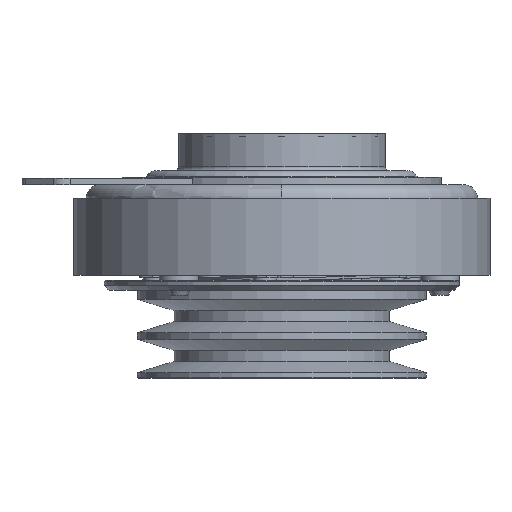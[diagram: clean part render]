
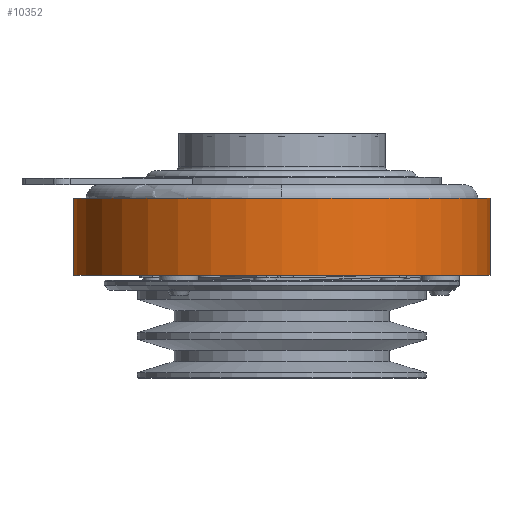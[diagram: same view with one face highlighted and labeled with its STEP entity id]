
A CAD part, front view. The second image highlights one B-rep face of the part: STEP entity #10352.
In plain terms, the highlighted cylindrical face has radius 85 mm (diameter 170 mm), a partial arc.
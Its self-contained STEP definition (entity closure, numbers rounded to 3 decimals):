
#227 = LINE ( 'NONE', #15342, #3510 ) ;
#602 = CARTESIAN_POINT ( 'NONE',  ( 0., 0., -5.5 ) ) ;
#811 = ORIENTED_EDGE ( 'NONE', *, *, #16358, .T. ) ;
#1036 = EDGE_CURVE ( 'NONE', #5625, #11144, #2562, .T. ) ;
#1260 = CYLINDRICAL_SURFACE ( 'NONE', #16054, 85. ) ;
#2562 = LINE ( 'NONE', #10111, #7841 ) ;
#3129 = EDGE_LOOP ( 'NONE', ( #9404, #10069, #15677, #811 ) ) ;
#3382 = DIRECTION ( 'NONE',  ( -1., 0., 0. ) ) ;
#3510 = VECTOR ( 'NONE', #8361, 1000. ) ;
#4482 = AXIS2_PLACEMENT_3D ( 'NONE', #8263, #16384, #5131 ) ;
#5131 = DIRECTION ( 'NONE',  ( -0.39, 0.921, 0. ) ) ;
#5466 = CIRCLE ( 'NONE', #4482, 85. ) ;
#5625 = VERTEX_POINT ( 'NONE', #15839 ) ;
#6328 = DIRECTION ( 'NONE',  ( 0., 0., -1. ) ) ;
#6862 = CARTESIAN_POINT ( 'NONE',  ( -85., 0., -37.05 ) ) ;
#7351 = DIRECTION ( 'NONE',  ( -1., 0., 0. ) ) ;
#7556 = AXIS2_PLACEMENT_3D ( 'NONE', #602, #6328, #3382 ) ;
#7841 = VECTOR ( 'NONE', #15683, 1000. ) ;
#8263 = CARTESIAN_POINT ( 'NONE',  ( 0., 0., -37.05 ) ) ;
#8361 = DIRECTION ( 'NONE',  ( 0., 0., -1. ) ) ;
#8702 = EDGE_CURVE ( 'NONE', #5625, #16626, #10578, .T. ) ;
#9404 = ORIENTED_EDGE ( 'NONE', *, *, #1036, .F. ) ;
#10069 = ORIENTED_EDGE ( 'NONE', *, *, #8702, .T. ) ;
#10111 = CARTESIAN_POINT ( 'NONE',  ( 85., 0., -119.99 ) ) ;
#10352 = ADVANCED_FACE ( 'NONE', ( #16242 ), #1260, .T. ) ;
#10578 = CIRCLE ( 'NONE', #7556, 85. ) ;
#11144 = VERTEX_POINT ( 'NONE', #17415 ) ;
#11477 = CARTESIAN_POINT ( 'NONE',  ( 0., 0., -119.99 ) ) ;
#12294 = VERTEX_POINT ( 'NONE', #6862 ) ;
#12868 = DIRECTION ( 'NONE',  ( 0., 0., -1. ) ) ;
#13894 = EDGE_CURVE ( 'NONE', #16626, #12294, #227, .T. ) ;
#15342 = CARTESIAN_POINT ( 'NONE',  ( -85., 0., -119.99 ) ) ;
#15408 = CARTESIAN_POINT ( 'NONE',  ( -85., 0., -5.5 ) ) ;
#15677 = ORIENTED_EDGE ( 'NONE', *, *, #13894, .T. ) ;
#15683 = DIRECTION ( 'NONE',  ( 0., 0., -1. ) ) ;
#15839 = CARTESIAN_POINT ( 'NONE',  ( 85., 0., -5.5 ) ) ;
#16054 = AXIS2_PLACEMENT_3D ( 'NONE', #11477, #12868, #7351 ) ;
#16242 = FACE_OUTER_BOUND ( 'NONE', #3129, .T. ) ;
#16358 = EDGE_CURVE ( 'NONE', #12294, #11144, #5466, .T. ) ;
#16384 = DIRECTION ( 'NONE',  ( 0., 0., 1. ) ) ;
#16626 = VERTEX_POINT ( 'NONE', #15408 ) ;
#17415 = CARTESIAN_POINT ( 'NONE',  ( 85., 0., -37.05 ) ) ;
